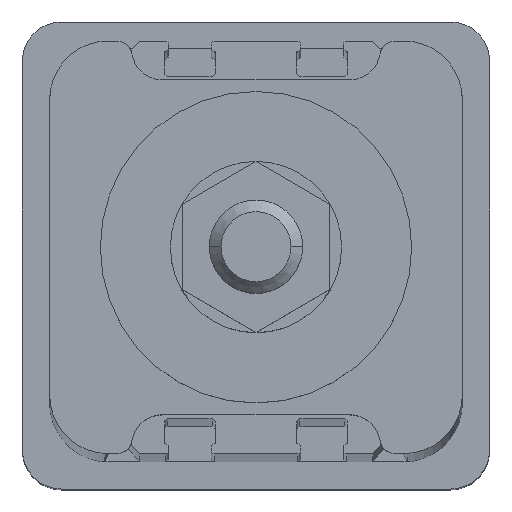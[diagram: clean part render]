
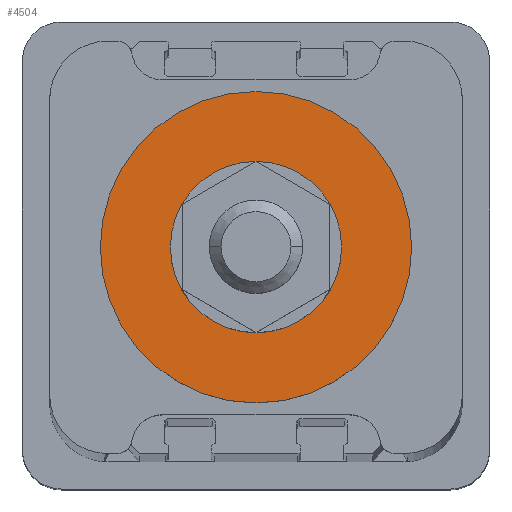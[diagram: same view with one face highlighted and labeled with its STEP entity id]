
A CAD part, top view. The second image highlights one B-rep face of the part: STEP entity #4504.
In plain terms, the highlighted planar face has unit normal (0, 0, 1).
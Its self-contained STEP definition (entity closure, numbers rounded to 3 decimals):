
#307 = VERTEX_POINT ( 'NONE', #478 ) ;
#478 = CARTESIAN_POINT ( 'NONE',  ( -11., 0., 590. ) ) ;
#900 = EDGE_CURVE ( 'NONE', #4944, #6021, #5981, .T. ) ;
#904 = EDGE_CURVE ( 'NONE', #307, #5691, #5991, .T. ) ;
#1655 = EDGE_CURVE ( 'NONE', #6021, #4944, #4915, .T. ) ;
#1810 = AXIS2_PLACEMENT_3D ( 'NONE', #5733, #5730, #5699 ) ;
#2195 = EDGE_LOOP ( 'NONE', ( #3015, #3165 ) ) ;
#2243 = EDGE_LOOP ( 'NONE', ( #2827, #2901 ) ) ;
#2411 = CARTESIAN_POINT ( 'NONE',  ( 20., 0., 590. ) ) ;
#2524 = AXIS2_PLACEMENT_3D ( 'NONE', #3076, #3091, #6047 ) ;
#2604 = CIRCLE ( 'NONE', #1810, 11. ) ;
#2827 = ORIENTED_EDGE ( 'NONE', *, *, #904, .F. ) ;
#2901 = ORIENTED_EDGE ( 'NONE', *, *, #5577, .F. ) ;
#3015 = ORIENTED_EDGE ( 'NONE', *, *, #900, .T. ) ;
#3062 = CARTESIAN_POINT ( 'NONE',  ( 0., 0., 590. ) ) ;
#3076 = CARTESIAN_POINT ( 'NONE',  ( 0., 0., 590. ) ) ;
#3091 = DIRECTION ( 'NONE',  ( 0., 0., 1. ) ) ;
#3129 = DIRECTION ( 'NONE',  ( 0., 0., 1. ) ) ;
#3130 = DIRECTION ( 'NONE',  ( 1., 0., 0. ) ) ;
#3162 = CARTESIAN_POINT ( 'NONE',  ( 0., 0., 590. ) ) ;
#3165 = ORIENTED_EDGE ( 'NONE', *, *, #1655, .T. ) ;
#3511 = FACE_OUTER_BOUND ( 'NONE', #2195, .T. ) ;
#3522 = FACE_BOUND ( 'NONE', #2243, .T. ) ;
#3720 = CARTESIAN_POINT ( 'NONE',  ( -20., 0., 590. ) ) ;
#3927 = AXIS2_PLACEMENT_3D ( 'NONE', #4980, #4976, #4969 ) ;
#4504 = ADVANCED_FACE ( 'NONE', ( #3522, #3511 ), #4884, .T. ) ;
#4516 = AXIS2_PLACEMENT_3D ( 'NONE', #3162, #4941, #4860 ) ;
#4519 = AXIS2_PLACEMENT_3D ( 'NONE', #3062, #3129, #3130 ) ;
#4860 = DIRECTION ( 'NONE',  ( 1., 0., 0. ) ) ;
#4864 = CARTESIAN_POINT ( 'NONE',  ( 11., 0., 590. ) ) ;
#4884 = PLANE ( 'NONE',  #2524 ) ;
#4915 = CIRCLE ( 'NONE', #3927, 20. ) ;
#4941 = DIRECTION ( 'NONE',  ( 0., 0., 1. ) ) ;
#4944 = VERTEX_POINT ( 'NONE', #3720 ) ;
#4969 = DIRECTION ( 'NONE',  ( 1., 0., 0. ) ) ;
#4976 = DIRECTION ( 'NONE',  ( 0., 0., 1. ) ) ;
#4980 = CARTESIAN_POINT ( 'NONE',  ( 0., 0., 590. ) ) ;
#5577 = EDGE_CURVE ( 'NONE', #5691, #307, #2604, .T. ) ;
#5691 = VERTEX_POINT ( 'NONE', #4864 ) ;
#5699 = DIRECTION ( 'NONE',  ( 1., 0., 0. ) ) ;
#5730 = DIRECTION ( 'NONE',  ( 0., 0., 1. ) ) ;
#5733 = CARTESIAN_POINT ( 'NONE',  ( 0., 0., 590. ) ) ;
#5981 = CIRCLE ( 'NONE', #4519, 20. ) ;
#5991 = CIRCLE ( 'NONE', #4516, 11. ) ;
#6021 = VERTEX_POINT ( 'NONE', #2411 ) ;
#6047 = DIRECTION ( 'NONE',  ( 1., 0., 0. ) ) ;
